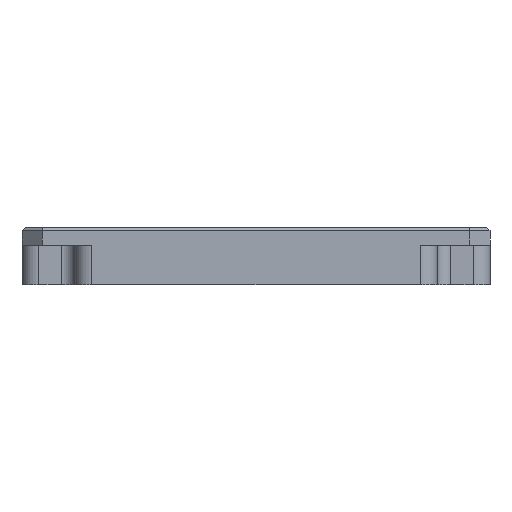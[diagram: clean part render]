
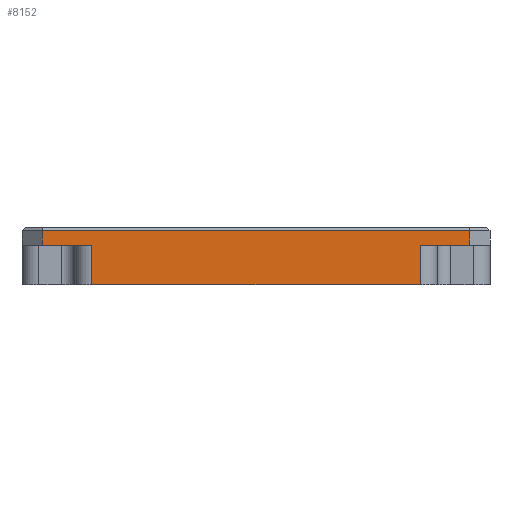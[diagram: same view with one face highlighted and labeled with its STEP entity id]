
A CAD part, front view. The second image highlights one B-rep face of the part: STEP entity #8152.
In plain terms, the highlighted planar face has unit normal (0, -1, 0).
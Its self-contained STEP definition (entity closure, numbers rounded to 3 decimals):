
#114 = DIRECTION ( 'NONE',  ( 0., 0., 1. ) ) ;
#314 = DIRECTION ( 'NONE',  ( 0., 0., 1. ) ) ;
#348 = DIRECTION ( 'NONE',  ( -1., 0., 0. ) ) ;
#367 = CARTESIAN_POINT ( 'NONE',  ( -24.6, -61.1, -3.6 ) ) ;
#493 = ORIENTED_EDGE ( 'NONE', *, *, #2313, .T. ) ;
#691 = VERTEX_POINT ( 'NONE', #4435 ) ;
#903 = ORIENTED_EDGE ( 'NONE', *, *, #7809, .F. ) ;
#979 = EDGE_CURVE ( 'NONE', #8593, #691, #3735, .T. ) ;
#1034 = VECTOR ( 'NONE', #348, 1000. ) ;
#1091 = DIRECTION ( 'NONE',  ( 0., 0., 1. ) ) ;
#1136 = CARTESIAN_POINT ( 'NONE',  ( -35., -61.1, 5. ) ) ;
#1149 = DIRECTION ( 'NONE',  ( -1., 0., 0. ) ) ;
#1176 = VECTOR ( 'NONE', #4561, 1000. ) ;
#1308 = LINE ( 'NONE', #7638, #1176 ) ;
#1536 = ORIENTED_EDGE ( 'NONE', *, *, #9911, .T. ) ;
#1609 = LINE ( 'NONE', #4133, #9526 ) ;
#2026 = CARTESIAN_POINT ( 'NONE',  ( -35., -61.1, 2.3 ) ) ;
#2120 = CARTESIAN_POINT ( 'NONE',  ( 32., -61.1, 4.5 ) ) ;
#2211 = ORIENTED_EDGE ( 'NONE', *, *, #6878, .T. ) ;
#2313 = EDGE_CURVE ( 'NONE', #3428, #6807, #7432, .T. ) ;
#2396 = ORIENTED_EDGE ( 'NONE', *, *, #7897, .T. ) ;
#2550 = VERTEX_POINT ( 'NONE', #367 ) ;
#2552 = VECTOR ( 'NONE', #114, 1000. ) ;
#2639 = CARTESIAN_POINT ( 'NONE',  ( 24.6, -61.1, -3.6 ) ) ;
#2676 = DIRECTION ( 'NONE',  ( -1., 0., 0. ) ) ;
#2950 = VERTEX_POINT ( 'NONE', #9976 ) ;
#2978 = EDGE_CURVE ( 'NONE', #8817, #6807, #3601, .T. ) ;
#3428 = VERTEX_POINT ( 'NONE', #2639 ) ;
#3516 = ORIENTED_EDGE ( 'NONE', *, *, #2978, .F. ) ;
#3526 = VERTEX_POINT ( 'NONE', #4259 ) ;
#3601 = LINE ( 'NONE', #2026, #1034 ) ;
#3735 = LINE ( 'NONE', #6909, #6674 ) ;
#4133 = CARTESIAN_POINT ( 'NONE',  ( -32., -61.1, 2.3 ) ) ;
#4259 = CARTESIAN_POINT ( 'NONE',  ( -24.6, -61.1, 2.3 ) ) ;
#4303 = LINE ( 'NONE', #5997, #8232 ) ;
#4433 = FACE_OUTER_BOUND ( 'NONE', #4626, .T. ) ;
#4435 = CARTESIAN_POINT ( 'NONE',  ( -32., -61.1, 4.5 ) ) ;
#4561 = DIRECTION ( 'NONE',  ( 0., 0., -1. ) ) ;
#4626 = EDGE_LOOP ( 'NONE', ( #1536, #8006, #2211, #903, #2396, #7947, #493, #3516 ) ) ;
#4864 = VECTOR ( 'NONE', #9903, 1000. ) ;
#5091 = LINE ( 'NONE', #9152, #6711 ) ;
#5961 = LINE ( 'NONE', #6599, #4864 ) ;
#5997 = CARTESIAN_POINT ( 'NONE',  ( 35., -61.1, -3.6 ) ) ;
#6599 = CARTESIAN_POINT ( 'NONE',  ( -35., -61.1, 2.3 ) ) ;
#6674 = VECTOR ( 'NONE', #2676, 1000. ) ;
#6711 = VECTOR ( 'NONE', #314, 1000. ) ;
#6807 = VERTEX_POINT ( 'NONE', #8823 ) ;
#6878 = EDGE_CURVE ( 'NONE', #691, #2950, #1609, .T. ) ;
#6909 = CARTESIAN_POINT ( 'NONE',  ( -32., -61.1, 4.5 ) ) ;
#7432 = LINE ( 'NONE', #9737, #2552 ) ;
#7529 = AXIS2_PLACEMENT_3D ( 'NONE', #1136, #7616, #1091 ) ;
#7616 = DIRECTION ( 'NONE',  ( 0., 1., 0. ) ) ;
#7638 = CARTESIAN_POINT ( 'NONE',  ( -24.6, -61.1, 5. ) ) ;
#7809 = EDGE_CURVE ( 'NONE', #3526, #2950, #5961, .T. ) ;
#7897 = EDGE_CURVE ( 'NONE', #3526, #2550, #1308, .T. ) ;
#7947 = ORIENTED_EDGE ( 'NONE', *, *, #10003, .F. ) ;
#8006 = ORIENTED_EDGE ( 'NONE', *, *, #979, .T. ) ;
#8152 = ADVANCED_FACE ( 'NONE', ( #4433 ), #9871, .F. ) ;
#8197 = DIRECTION ( 'NONE',  ( 0., 0., -1. ) ) ;
#8232 = VECTOR ( 'NONE', #1149, 1000. ) ;
#8593 = VERTEX_POINT ( 'NONE', #2120 ) ;
#8817 = VERTEX_POINT ( 'NONE', #9502 ) ;
#8823 = CARTESIAN_POINT ( 'NONE',  ( 24.6, -61.1, 2.3 ) ) ;
#9152 = CARTESIAN_POINT ( 'NONE',  ( 32., -61.1, 5. ) ) ;
#9502 = CARTESIAN_POINT ( 'NONE',  ( 32., -61.1, 2.3 ) ) ;
#9526 = VECTOR ( 'NONE', #8197, 1000. ) ;
#9737 = CARTESIAN_POINT ( 'NONE',  ( 24.6, -61.1, 5. ) ) ;
#9871 = PLANE ( 'NONE',  #7529 ) ;
#9903 = DIRECTION ( 'NONE',  ( -1., 0., 0. ) ) ;
#9911 = EDGE_CURVE ( 'NONE', #8817, #8593, #5091, .T. ) ;
#9976 = CARTESIAN_POINT ( 'NONE',  ( -32., -61.1, 2.3 ) ) ;
#10003 = EDGE_CURVE ( 'NONE', #3428, #2550, #4303, .T. ) ;
